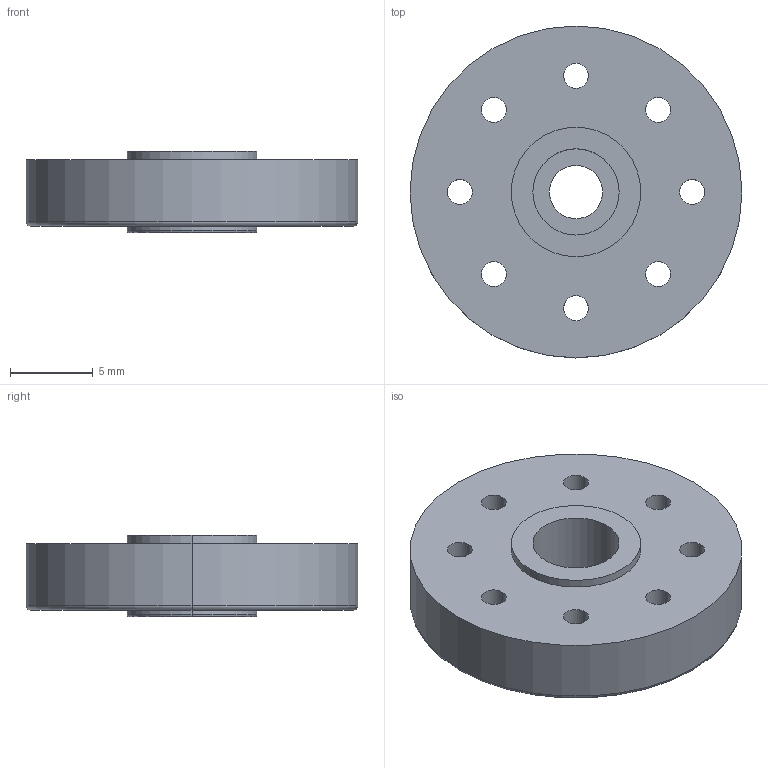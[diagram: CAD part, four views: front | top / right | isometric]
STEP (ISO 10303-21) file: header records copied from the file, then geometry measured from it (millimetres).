
FILE_DESCRIPTION (( 'STEP AP214' ), '1' );
FILE_NAME ('呿蹋嗆攫.sstp.STEP', '2017-11-29T06:21:26', ( 'lucas' ), ( '' ), 'SwSTEP 2.0', 'SolidWorks 2016', '' );
FILE_SCHEMA (( 'AUTOMOTIVE_DESIGN' ));
Length unit declared in the file: millimetre
Products named in the file (1): 呿蹋嗆攫.sstpsstpsstp
Bounding box: 20 x 20 x 4.9 mm (x, y, z)
Volume: 1148.7 mm3; surface area: 1075.3 mm2
Topology: 1 solids, 1 shells, 35 faces, 86 edges, 56 vertices
Faces by surface type: cylinder 26, plane 5, torus 4
Entity records: 1138 total; most frequent: DIRECTION 218, CARTESIAN_POINT 178, ORIENTED_EDGE 172, AXIS2_PLACEMENT_3D 96, EDGE_CURVE 86, CIRCLE 60, EDGE_LOOP 56, VERTEX_POINT 56
